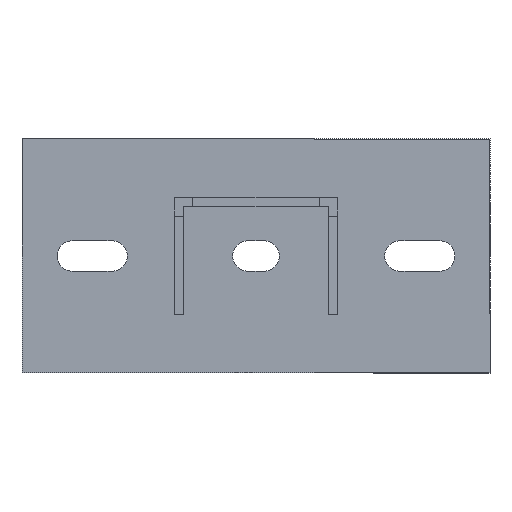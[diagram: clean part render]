
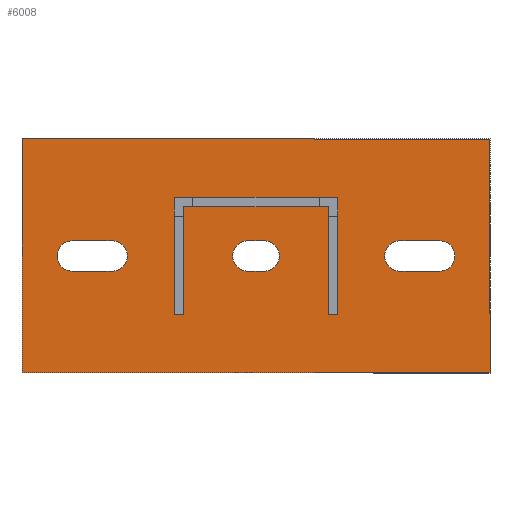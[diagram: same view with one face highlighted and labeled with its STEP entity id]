
A CAD part, front view. The second image highlights one B-rep face of the part: STEP entity #6008.
In plain terms, the highlighted face is planar.
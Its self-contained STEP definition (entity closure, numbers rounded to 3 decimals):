
#153 = CIRCLE ( 'NONE', #7331, 6.5 ) ;
#209 = VERTEX_POINT ( 'NONE', #599 ) ;
#271 = EDGE_LOOP ( 'NONE', ( #2111, #6922, #7035, #3419 ) ) ;
#463 = VERTEX_POINT ( 'NONE', #3737 ) ;
#480 = CARTESIAN_POINT ( 'NONE',  ( 100., 0., -50. ) ) ;
#492 = CARTESIAN_POINT ( 'NONE',  ( -78.5, 0., 0. ) ) ;
#517 = CARTESIAN_POINT ( 'NONE',  ( -78.5, 0., -6.5 ) ) ;
#521 = AXIS2_PLACEMENT_3D ( 'NONE', #3833, #4426, #969 ) ;
#536 = LINE ( 'NONE', #787, #7265 ) ;
#554 = VERTEX_POINT ( 'NONE', #3652 ) ;
#562 = VERTEX_POINT ( 'NONE', #6111 ) ;
#599 = CARTESIAN_POINT ( 'NONE',  ( -78.5, 0., 6.5 ) ) ;
#639 = CIRCLE ( 'NONE', #6459, 6.5 ) ;
#671 = CARTESIAN_POINT ( 'NONE',  ( 3.5, 0., 6.5 ) ) ;
#686 = ORIENTED_EDGE ( 'NONE', *, *, #2108, .F. ) ;
#744 = VERTEX_POINT ( 'NONE', #7521 ) ;
#746 = VERTEX_POINT ( 'NONE', #5247 ) ;
#749 = VERTEX_POINT ( 'NONE', #2935 ) ;
#787 = CARTESIAN_POINT ( 'NONE',  ( 100., 0., -35. ) ) ;
#854 = DIRECTION ( 'NONE',  ( 1., 0., 0. ) ) ;
#945 = AXIS2_PLACEMENT_3D ( 'NONE', #492, #2867, #4624 ) ;
#969 = DIRECTION ( 'NONE',  ( 0., 0., 1. ) ) ;
#980 = AXIS2_PLACEMENT_3D ( 'NONE', #4300, #6662, #3802 ) ;
#1052 = EDGE_CURVE ( 'NONE', #744, #6842, #2172, .T. ) ;
#1170 = FACE_BOUND ( 'NONE', #4482, .T. ) ;
#1252 = CARTESIAN_POINT ( 'NONE',  ( 61.5, 0., 6.5 ) ) ;
#1262 = LINE ( 'NONE', #6930, #2253 ) ;
#1299 = EDGE_CURVE ( 'NONE', #554, #562, #5894, .T. ) ;
#1342 = CARTESIAN_POINT ( 'NONE',  ( -61.5, 0., -6.5 ) ) ;
#1476 = ORIENTED_EDGE ( 'NONE', *, *, #1052, .F. ) ;
#1483 = LINE ( 'NONE', #7228, #3262 ) ;
#1523 = CARTESIAN_POINT ( 'NONE',  ( -3.5, 0., 6.5 ) ) ;
#1705 = LINE ( 'NONE', #6829, #4896 ) ;
#1771 = DIRECTION ( 'NONE',  ( 1., 0., 0. ) ) ;
#1981 = VECTOR ( 'NONE', #4271, 1000. ) ;
#2108 = EDGE_CURVE ( 'NONE', #2667, #5645, #6169, .T. ) ;
#2111 = ORIENTED_EDGE ( 'NONE', *, *, #3733, .T. ) ;
#2172 = LINE ( 'NONE', #2554, #1981 ) ;
#2253 = VECTOR ( 'NONE', #3437, 1000. ) ;
#2307 = AXIS2_PLACEMENT_3D ( 'NONE', #480, #4525, #3935 ) ;
#2328 = VECTOR ( 'NONE', #854, 1000. ) ;
#2554 = CARTESIAN_POINT ( 'NONE',  ( -3.5, 0., -6.5 ) ) ;
#2638 = AXIS2_PLACEMENT_3D ( 'NONE', #5959, #3120, #3658 ) ;
#2667 = VERTEX_POINT ( 'NONE', #7357 ) ;
#2683 = CARTESIAN_POINT ( 'NONE',  ( -61.5, 0., 0. ) ) ;
#2753 = DIRECTION ( 'NONE',  ( 0., 1., 0. ) ) ;
#2775 = CARTESIAN_POINT ( 'NONE',  ( 100., 0., 50. ) ) ;
#2777 = CARTESIAN_POINT ( 'NONE',  ( 61.5, 0., -6.5 ) ) ;
#2796 = VERTEX_POINT ( 'NONE', #2775 ) ;
#2867 = DIRECTION ( 'NONE',  ( 0., 1., 0. ) ) ;
#2935 = CARTESIAN_POINT ( 'NONE',  ( -100., 0., 50. ) ) ;
#2938 = ORIENTED_EDGE ( 'NONE', *, *, #6627, .F. ) ;
#3120 = DIRECTION ( 'NONE',  ( 0., 1., 0. ) ) ;
#3204 = CARTESIAN_POINT ( 'NONE',  ( 61.5, 0., 6.5 ) ) ;
#3229 = FACE_BOUND ( 'NONE', #6007, .T. ) ;
#3235 = EDGE_CURVE ( 'NONE', #562, #3451, #7187, .T. ) ;
#3238 = DIRECTION ( 'NONE',  ( 0., 0., 1. ) ) ;
#3262 = VECTOR ( 'NONE', #3709, 1000. ) ;
#3310 = PLANE ( 'NONE',  #2307 ) ;
#3332 = ORIENTED_EDGE ( 'NONE', *, *, #3235, .F. ) ;
#3335 = DIRECTION ( 'NONE',  ( -1., 0., 0. ) ) ;
#3419 = ORIENTED_EDGE ( 'NONE', *, *, #6173, .T. ) ;
#3437 = DIRECTION ( 'NONE',  ( 1., 0., 0. ) ) ;
#3451 = VERTEX_POINT ( 'NONE', #3204 ) ;
#3498 = CIRCLE ( 'NONE', #521, 6.5 ) ;
#3514 = ORIENTED_EDGE ( 'NONE', *, *, #6716, .F. ) ;
#3599 = LINE ( 'NONE', #5200, #5261 ) ;
#3652 = CARTESIAN_POINT ( 'NONE',  ( 78.5, 0., -6.5 ) ) ;
#3658 = DIRECTION ( 'NONE',  ( 0., 0., 1. ) ) ;
#3709 = DIRECTION ( 'NONE',  ( -1., 0., 0. ) ) ;
#3733 = EDGE_CURVE ( 'NONE', #4480, #746, #1483, .T. ) ;
#3737 = CARTESIAN_POINT ( 'NONE',  ( 78.5, 0., 6.5 ) ) ;
#3802 = DIRECTION ( 'NONE',  ( 0., 0., 1. ) ) ;
#3828 = ORIENTED_EDGE ( 'NONE', *, *, #1299, .F. ) ;
#3833 = CARTESIAN_POINT ( 'NONE',  ( 3.5, 0., 0. ) ) ;
#3869 = VECTOR ( 'NONE', #3949, 1000. ) ;
#3926 = ORIENTED_EDGE ( 'NONE', *, *, #5615, .F. ) ;
#3935 = DIRECTION ( 'NONE',  ( 0., 0., -1. ) ) ;
#3949 = DIRECTION ( 'NONE',  ( -1., 0., 0. ) ) ;
#3979 = EDGE_CURVE ( 'NONE', #5501, #209, #6482, .T. ) ;
#4133 = DIRECTION ( 'NONE',  ( 0., 0., -1. ) ) ;
#4271 = DIRECTION ( 'NONE',  ( -1., 0., 0. ) ) ;
#4300 = CARTESIAN_POINT ( 'NONE',  ( 61.5, 0., 0. ) ) ;
#4406 = CARTESIAN_POINT ( 'NONE',  ( 100., 0., -50. ) ) ;
#4426 = DIRECTION ( 'NONE',  ( 0., 1., 0. ) ) ;
#4480 = VERTEX_POINT ( 'NONE', #4406 ) ;
#4482 = EDGE_LOOP ( 'NONE', ( #3514, #3332, #3828, #6711 ) ) ;
#4499 = CARTESIAN_POINT ( 'NONE',  ( 78.5, 0., 0. ) ) ;
#4525 = DIRECTION ( 'NONE',  ( 0., -1., 0. ) ) ;
#4608 = CARTESIAN_POINT ( 'NONE',  ( -61.5, 0., 6.5 ) ) ;
#4616 = VECTOR ( 'NONE', #3335, 1000. ) ;
#4624 = DIRECTION ( 'NONE',  ( 0., 0., 1. ) ) ;
#4671 = DIRECTION ( 'NONE',  ( 1., 0., 0. ) ) ;
#4698 = CARTESIAN_POINT ( 'NONE',  ( -78.5, 0., -6.5 ) ) ;
#4896 = VECTOR ( 'NONE', #5085, 1000. ) ;
#4999 = EDGE_CURVE ( 'NONE', #6842, #2667, #5178, .T. ) ;
#5085 = DIRECTION ( 'NONE',  ( 0., 0., 1. ) ) ;
#5178 = CIRCLE ( 'NONE', #2638, 6.5 ) ;
#5200 = CARTESIAN_POINT ( 'NONE',  ( -78.5, 0., 6.5 ) ) ;
#5247 = CARTESIAN_POINT ( 'NONE',  ( -100., 0., -50. ) ) ;
#5261 = VECTOR ( 'NONE', #4671, 1000. ) ;
#5501 = VERTEX_POINT ( 'NONE', #4698 ) ;
#5615 = EDGE_CURVE ( 'NONE', #209, #6047, #3599, .T. ) ;
#5645 = VERTEX_POINT ( 'NONE', #671 ) ;
#5728 = VERTEX_POINT ( 'NONE', #1342 ) ;
#5792 = EDGE_CURVE ( 'NONE', #6047, #5728, #639, .T. ) ;
#5803 = LINE ( 'NONE', #517, #3869 ) ;
#5894 = LINE ( 'NONE', #2777, #4616 ) ;
#5959 = CARTESIAN_POINT ( 'NONE',  ( -3.5, 0., 0. ) ) ;
#6007 = EDGE_LOOP ( 'NONE', ( #3926, #6846, #2938, #6274 ) ) ;
#6008 = ADVANCED_FACE ( 'NONE', ( #1170, #6276, #3229, #6185 ), #3310, .F. ) ;
#6047 = VERTEX_POINT ( 'NONE', #4608 ) ;
#6111 = CARTESIAN_POINT ( 'NONE',  ( 61.5, 0., -6.5 ) ) ;
#6169 = LINE ( 'NONE', #1523, #2328 ) ;
#6172 = DIRECTION ( 'NONE',  ( 0., 0., 1. ) ) ;
#6173 = EDGE_CURVE ( 'NONE', #2796, #4480, #536, .T. ) ;
#6184 = LINE ( 'NONE', #1252, #6813 ) ;
#6185 = FACE_OUTER_BOUND ( 'NONE', #271, .T. ) ;
#6190 = ORIENTED_EDGE ( 'NONE', *, *, #7258, .F. ) ;
#6197 = EDGE_CURVE ( 'NONE', #749, #2796, #1262, .T. ) ;
#6274 = ORIENTED_EDGE ( 'NONE', *, *, #5792, .F. ) ;
#6276 = FACE_BOUND ( 'NONE', #7500, .T. ) ;
#6455 = EDGE_CURVE ( 'NONE', #463, #554, #153, .T. ) ;
#6459 = AXIS2_PLACEMENT_3D ( 'NONE', #2683, #7362, #3238 ) ;
#6482 = CIRCLE ( 'NONE', #945, 6.5 ) ;
#6565 = CARTESIAN_POINT ( 'NONE',  ( -3.5, 0., -6.5 ) ) ;
#6627 = EDGE_CURVE ( 'NONE', #5728, #5501, #5803, .T. ) ;
#6662 = DIRECTION ( 'NONE',  ( 0., 1., 0. ) ) ;
#6711 = ORIENTED_EDGE ( 'NONE', *, *, #6455, .F. ) ;
#6716 = EDGE_CURVE ( 'NONE', #3451, #463, #6184, .T. ) ;
#6813 = VECTOR ( 'NONE', #1771, 1000. ) ;
#6829 = CARTESIAN_POINT ( 'NONE',  ( -100., 0., -35. ) ) ;
#6842 = VERTEX_POINT ( 'NONE', #6565 ) ;
#6846 = ORIENTED_EDGE ( 'NONE', *, *, #3979, .F. ) ;
#6922 = ORIENTED_EDGE ( 'NONE', *, *, #7324, .T. ) ;
#6930 = CARTESIAN_POINT ( 'NONE',  ( -74.019, 0., 50. ) ) ;
#7035 = ORIENTED_EDGE ( 'NONE', *, *, #6197, .T. ) ;
#7187 = CIRCLE ( 'NONE', #980, 6.5 ) ;
#7228 = CARTESIAN_POINT ( 'NONE',  ( -74.019, 0., -50. ) ) ;
#7230 = ORIENTED_EDGE ( 'NONE', *, *, #4999, .F. ) ;
#7258 = EDGE_CURVE ( 'NONE', #5645, #744, #3498, .T. ) ;
#7265 = VECTOR ( 'NONE', #4133, 1000. ) ;
#7324 = EDGE_CURVE ( 'NONE', #746, #749, #1705, .T. ) ;
#7331 = AXIS2_PLACEMENT_3D ( 'NONE', #4499, #2753, #6172 ) ;
#7357 = CARTESIAN_POINT ( 'NONE',  ( -3.5, 0., 6.5 ) ) ;
#7362 = DIRECTION ( 'NONE',  ( 0., 1., 0. ) ) ;
#7500 = EDGE_LOOP ( 'NONE', ( #686, #7230, #1476, #6190 ) ) ;
#7521 = CARTESIAN_POINT ( 'NONE',  ( 3.5, 0., -6.5 ) ) ;
